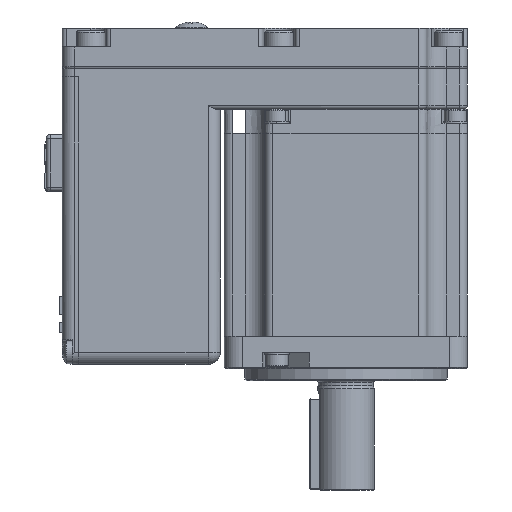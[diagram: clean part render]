
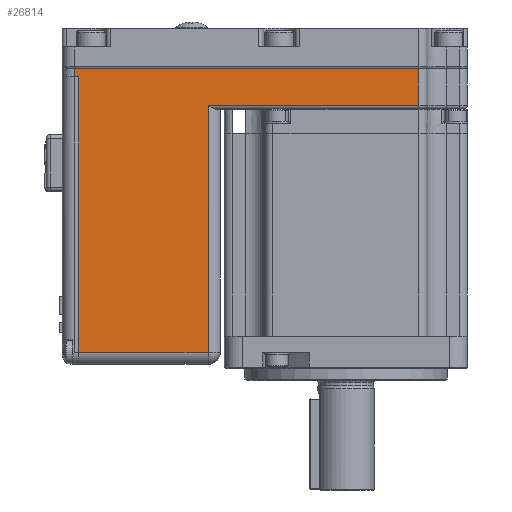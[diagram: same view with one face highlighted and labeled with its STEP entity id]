
A CAD part, front view. The second image highlights one B-rep face of the part: STEP entity #26814.
In plain terms, the highlighted planar face has unit normal (0, -1, 0).
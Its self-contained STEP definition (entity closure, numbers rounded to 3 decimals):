
#507 = LINE ( 'NONE', #45404, #59018 ) ;
#1873 = ORIENTED_EDGE ( 'NONE', *, *, #65199, .T. ) ;
#1963 = CARTESIAN_POINT ( 'NONE',  ( -27.567, -30.734, 103.5 ) ) ;
#3582 = EDGE_CURVE ( 'NONE', #13712, #71899, #39380, .T. ) ;
#3601 = EDGE_CURVE ( 'NONE', #71899, #34127, #38147, .T. ) ;
#3720 = CARTESIAN_POINT ( 'NONE',  ( 5.433, -30.734, 33.5 ) ) ;
#7120 = DIRECTION ( 'NONE',  ( 1., 0., 0. ) ) ;
#10325 = EDGE_CURVE ( 'NONE', #50608, #50674, #37775, .T. ) ;
#13467 = VERTEX_POINT ( 'NONE', #43786 ) ;
#13649 = CARTESIAN_POINT ( 'NONE',  ( 34.261, -30.734, 101.5 ) ) ;
#13712 = VERTEX_POINT ( 'NONE', #33208 ) ;
#15756 = CARTESIAN_POINT ( 'NONE',  ( -26.567, -30.734, 33.5 ) ) ;
#17099 = PLANE ( 'NONE',  #22098 ) ;
#19564 = VERTEX_POINT ( 'NONE', #1963 ) ;
#19566 = EDGE_LOOP ( 'NONE', ( #41981, #20456, #55180, #53773, #39459, #40141, #62050, #1873 ) ) ;
#20456 = ORIENTED_EDGE ( 'NONE', *, *, #3601, .T. ) ;
#20581 = CARTESIAN_POINT ( 'NONE',  ( 5.433, -30.734, 94.5 ) ) ;
#22098 = AXIS2_PLACEMENT_3D ( 'NONE', #46270, #45789, #45705 ) ;
#23105 = VECTOR ( 'NONE', #51768, 1000. ) ;
#24922 = LINE ( 'NONE', #46085, #23105 ) ;
#24967 = CARTESIAN_POINT ( 'NONE',  ( -26.567, -30.734, 101.5 ) ) ;
#26476 = DIRECTION ( 'NONE',  ( 1., 0., 0. ) ) ;
#26814 = ADVANCED_FACE ( 'NONE', ( #67133 ), #17099, .F. ) ;
#29809 = CARTESIAN_POINT ( 'NONE',  ( 9.433, -30.734, 103.5 ) ) ;
#33208 = CARTESIAN_POINT ( 'NONE',  ( 5.433, -30.734, 33.5 ) ) ;
#34127 = VERTEX_POINT ( 'NONE', #36005 ) ;
#34285 = DIRECTION ( 'NONE',  ( 0., 0., -1. ) ) ;
#36005 = CARTESIAN_POINT ( 'NONE',  ( 57.433, -30.734, 94.5 ) ) ;
#37395 = LINE ( 'NONE', #62015, #54205 ) ;
#37638 = VECTOR ( 'NONE', #72338, 1000. ) ;
#37775 = LINE ( 'NONE', #13649, #37638 ) ;
#38081 = VECTOR ( 'NONE', #45037, 1000. ) ;
#38147 = LINE ( 'NONE', #45176, #38081 ) ;
#38787 = VECTOR ( 'NONE', #45426, 1000. ) ;
#39380 = LINE ( 'NONE', #45518, #38787 ) ;
#39459 = ORIENTED_EDGE ( 'NONE', *, *, #53847, .T. ) ;
#40141 = ORIENTED_EDGE ( 'NONE', *, *, #10325, .F. ) ;
#40919 = VECTOR ( 'NONE', #7120, 1000. ) ;
#41981 = ORIENTED_EDGE ( 'NONE', *, *, #3582, .T. ) ;
#43786 = CARTESIAN_POINT ( 'NONE',  ( 57.433, -30.734, 103.5 ) ) ;
#45037 = DIRECTION ( 'NONE',  ( 1., 0., 0. ) ) ;
#45176 = CARTESIAN_POINT ( 'NONE',  ( 69.433, -30.734, 94.5 ) ) ;
#45404 = CARTESIAN_POINT ( 'NONE',  ( 57.433, -30.734, 103.5 ) ) ;
#45426 = DIRECTION ( 'NONE',  ( 0., 0., 1. ) ) ;
#45518 = CARTESIAN_POINT ( 'NONE',  ( 5.433, -30.734, 103.5 ) ) ;
#45705 = DIRECTION ( 'NONE',  ( 0., 0., 1. ) ) ;
#45789 = DIRECTION ( 'NONE',  ( 0., 1., 0. ) ) ;
#46059 = VERTEX_POINT ( 'NONE', #15756 ) ;
#46085 = CARTESIAN_POINT ( 'NONE',  ( -27.567, -30.734, 103.5 ) ) ;
#46130 = VECTOR ( 'NONE', #26476, 1000. ) ;
#46270 = CARTESIAN_POINT ( 'NONE',  ( 69.433, -30.734, 103.5 ) ) ;
#50608 = VERTEX_POINT ( 'NONE', #24967 ) ;
#50674 = VERTEX_POINT ( 'NONE', #59378 ) ;
#51768 = DIRECTION ( 'NONE',  ( 0., 0., -1. ) ) ;
#53773 = ORIENTED_EDGE ( 'NONE', *, *, #65595, .F. ) ;
#53847 = EDGE_CURVE ( 'NONE', #19564, #50674, #24922, .T. ) ;
#54205 = VECTOR ( 'NONE', #62498, 1000. ) ;
#55180 = ORIENTED_EDGE ( 'NONE', *, *, #71136, .F. ) ;
#55870 = LINE ( 'NONE', #29809, #40919 ) ;
#59018 = VECTOR ( 'NONE', #34285, 1000. ) ;
#59378 = CARTESIAN_POINT ( 'NONE',  ( -27.567, -30.734, 101.5 ) ) ;
#62015 = CARTESIAN_POINT ( 'NONE',  ( -26.567, -30.734, 91.5 ) ) ;
#62050 = ORIENTED_EDGE ( 'NONE', *, *, #64447, .F. ) ;
#62498 = DIRECTION ( 'NONE',  ( 0., 0., 1. ) ) ;
#62842 = LINE ( 'NONE', #3720, #46130 ) ;
#64447 = EDGE_CURVE ( 'NONE', #46059, #50608, #37395, .T. ) ;
#65199 = EDGE_CURVE ( 'NONE', #46059, #13712, #62842, .T. ) ;
#65595 = EDGE_CURVE ( 'NONE', #19564, #13467, #55870, .T. ) ;
#67133 = FACE_OUTER_BOUND ( 'NONE', #19566, .T. ) ;
#71136 = EDGE_CURVE ( 'NONE', #13467, #34127, #507, .T. ) ;
#71899 = VERTEX_POINT ( 'NONE', #20581 ) ;
#72338 = DIRECTION ( 'NONE',  ( -1., 0., 0. ) ) ;
